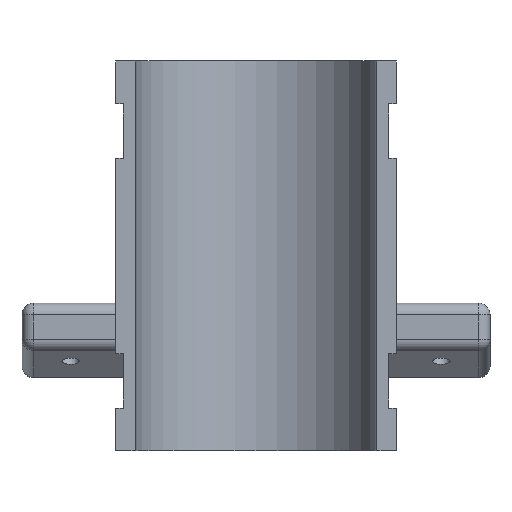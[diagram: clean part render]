
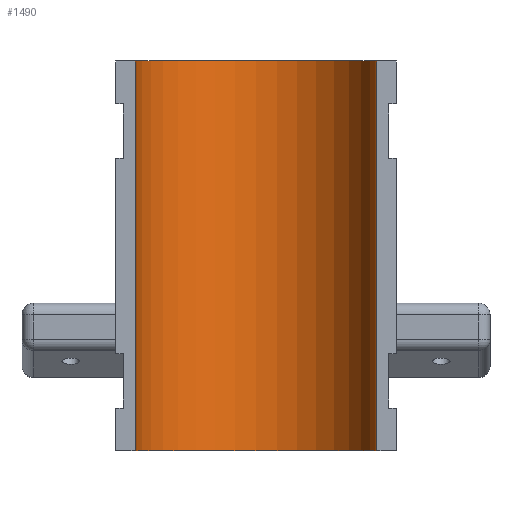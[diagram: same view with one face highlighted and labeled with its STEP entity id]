
A CAD part, front view. The second image highlights one B-rep face of the part: STEP entity #1490.
In plain terms, the highlighted cylindrical face has radius 31 mm (diameter 62 mm), a partial arc.
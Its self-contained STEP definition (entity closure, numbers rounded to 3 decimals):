
#170=FACE_OUTER_BOUND('',#261,.T.);
#261=EDGE_LOOP('',(#1336,#1337,#1338,#1339));
#366=LINE('',#2810,#473);
#369=LINE('',#2816,#476);
#473=VECTOR('',#2120,10.);
#476=VECTOR('',#2129,10.);
#487=CIRCLE('',#1517,31.);
#561=CIRCLE('',#1660,31.);
#581=VERTEX_POINT('',#2200);
#582=VERTEX_POINT('',#2202);
#690=VERTEX_POINT('',#2772);
#691=VERTEX_POINT('',#2774);
#715=EDGE_CURVE('',#581,#582,#487,.T.);
#892=EDGE_CURVE('',#690,#691,#561,.T.);
#912=EDGE_CURVE('',#690,#582,#366,.T.);
#915=EDGE_CURVE('',#581,#691,#369,.T.);
#1336=ORIENTED_EDGE('',*,*,#912,.T.);
#1337=ORIENTED_EDGE('',*,*,#715,.F.);
#1338=ORIENTED_EDGE('',*,*,#915,.T.);
#1339=ORIENTED_EDGE('',*,*,#892,.F.);
#1402=CYLINDRICAL_SURFACE('',#1681,31.);
#1490=ADVANCED_FACE('',(#170),#1402,.F.);
#1517=AXIS2_PLACEMENT_3D('',#2203,#1711,#1712);
#1660=AXIS2_PLACEMENT_3D('',#2775,#2080,#2081);
#1681=AXIS2_PLACEMENT_3D('',#2823,#2140,#2141);
#1711=DIRECTION('center_axis',(0.,0.,-1.));
#1712=DIRECTION('ref_axis',(-1.,0.,0.));
#2080=DIRECTION('center_axis',(0.,0.,1.));
#2081=DIRECTION('ref_axis',(-1.,0.,0.));
#2120=DIRECTION('',(0.,0.,1.));
#2129=DIRECTION('',(0.,0.,-1.));
#2140=DIRECTION('center_axis',(0.,0.,1.));
#2141=DIRECTION('ref_axis',(-1.,0.,0.));
#2200=CARTESIAN_POINT('',(29.,-242.294,116.746));
#2202=CARTESIAN_POINT('',(91.,-242.294,116.746));
#2203=CARTESIAN_POINT('Origin',(60.,-242.294,116.746));
#2772=CARTESIAN_POINT('',(91.,-242.294,16.746));
#2774=CARTESIAN_POINT('',(29.,-242.294,16.746));
#2775=CARTESIAN_POINT('Origin',(60.,-242.294,16.746));
#2810=CARTESIAN_POINT('',(91.,-242.294,16.746));
#2816=CARTESIAN_POINT('',(29.,-242.294,16.746));
#2823=CARTESIAN_POINT('Origin',(60.,-242.294,16.746));
